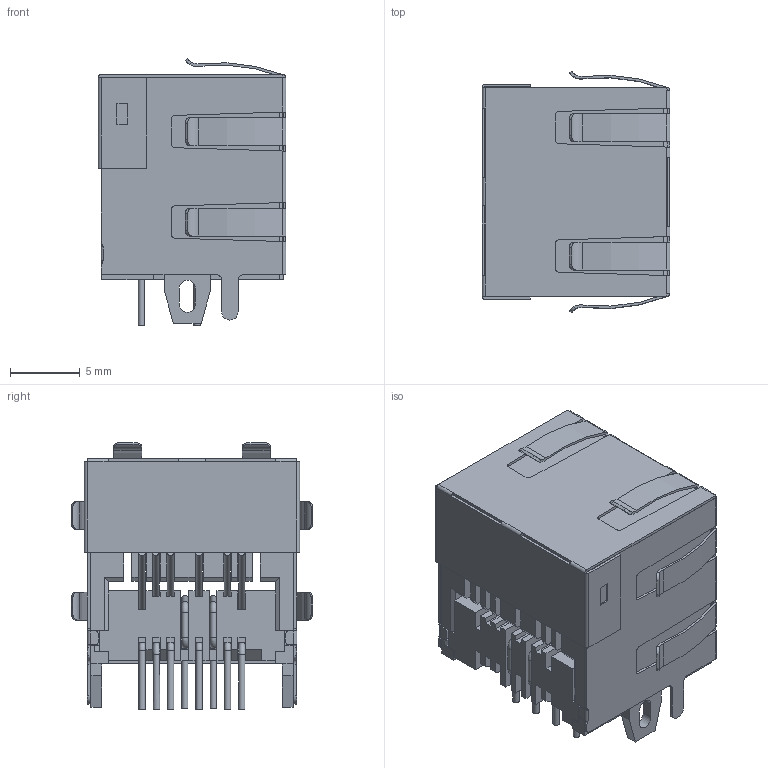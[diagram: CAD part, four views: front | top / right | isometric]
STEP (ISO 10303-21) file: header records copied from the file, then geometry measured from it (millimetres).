
FILE_DESCRIPTION(/* description */ ('Unknown'),/* implementation_level */ '2;1');
FILE_NAME(/* name */ '615008160221',/* time_stamp */ '2019-12-02T16:29:06+01:00',/* author */ ('Unknown'),/* organization */ ('Unknown'),/* preprocessor_version */ 'ST-DEVELOPER v16.7',/* originating_system */ 'DEX',/* authorisation */ $);
FILE_SCHEMA (('AUTOMOTIVE_DESIGN {1 0 10303 214 3 1 1}'));
Length unit declared in the file: millimetre
Products named in the file (7): 615008160221; 615008160221_insert; 615008160221_pin; 615008160221_housing; 615008160221_pin3; 615008160221_Shielding; 615008160221_pin2
Assembly tree (11 placements, depth 2):
  615008160221
    615008160221_insert
    615008160221_pin  x2
    615008160221_housing
    615008160221_pin3  x2
    615008160221_Shielding
    615008160221_pin2  x4
Bounding box: 13.45 x 17.28 x 19.09 mm (x, y, z)
Volume: 1468 mm3; surface area: 4519.7 mm2
Topology: 11 solids, 11 shells, 704 faces, 2008 edges, 1292 vertices
Faces by surface type: plane 495, cylinder 189, torus 20
Full cylindrical faces by diameter (mm): 0.46 x28
Entity records: 22007 total; most frequent: CARTESIAN_POINT 3945, ORIENTED_EDGE 3852, DIRECTION 3590, EDGE_CURVE 1926, LINE 1568, VECTOR 1568, VERTEX_POINT 1258, AXIS2_PLACEMENT_3D 1011
